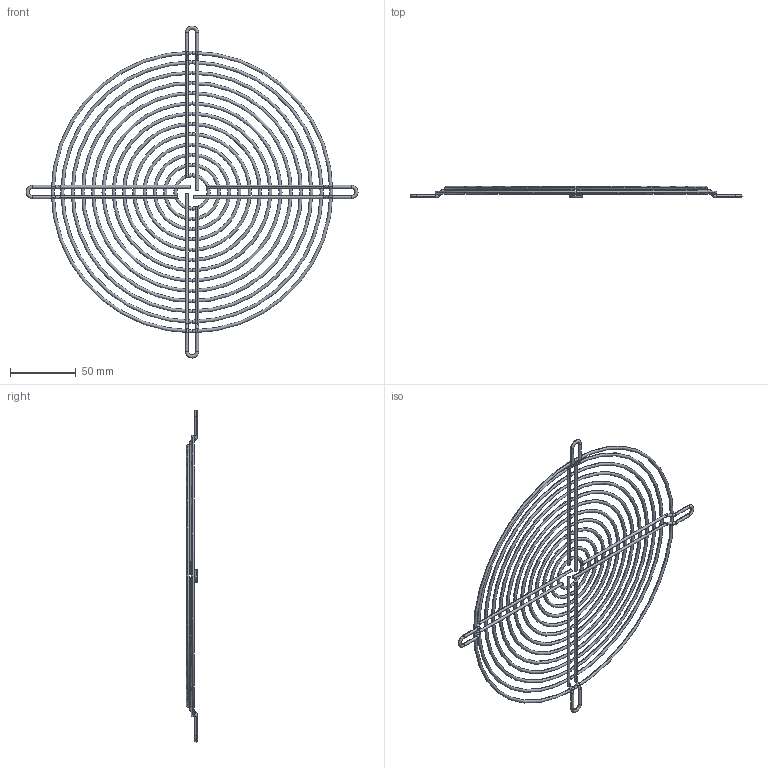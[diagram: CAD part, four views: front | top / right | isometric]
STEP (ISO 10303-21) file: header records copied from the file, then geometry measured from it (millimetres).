
FILE_DESCRIPTION (( 'STEP AP203' ), '1' );
FILE_NAME ('G225.stp', '2024-04-29T15:44:54', ( '' ), ( '' ), 'SwSTEP 2.0', 'SolidWorks 2018', '' );
FILE_SCHEMA (( 'CONFIG_CONTROL_DESIGN' ));
Length unit declared in the file: millimetre
Products named in the file (1): G225
Bounding box: 253.06 x 8.7 x 253.06 mm (x, y, z)
Volume: 24326.2 mm3; surface area: 42339.7 mm2
Topology: 17 solids, 17 shells, 148 faces, 312 edges, 172 vertices
Faces by surface type: torus 92, cylinder 48, plane 8
Entity records: 4093 total; most frequent: DIRECTION 874, CARTESIAN_POINT 633, ORIENTED_EDGE 624, AXIS2_PLACEMENT_3D 413, EDGE_CURVE 312, CIRCLE 264, VERTEX_POINT 172, EDGE_LOOP 148
